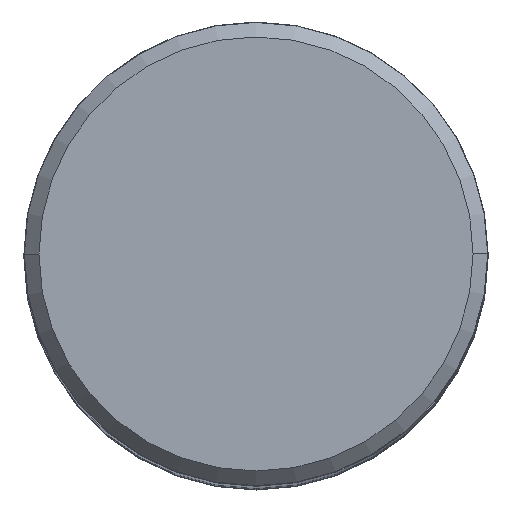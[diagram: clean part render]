
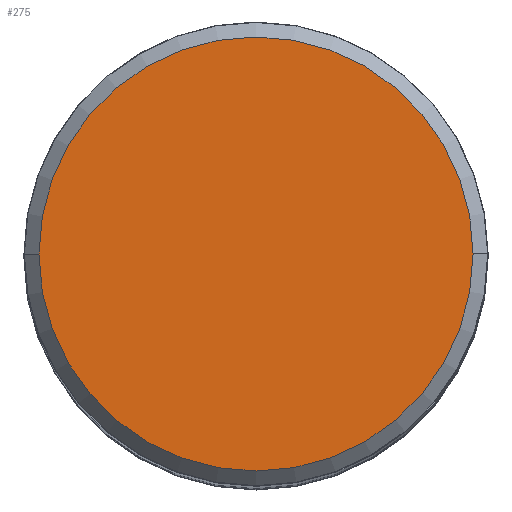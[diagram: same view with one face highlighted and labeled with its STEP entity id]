
A CAD part, top view. The second image highlights one B-rep face of the part: STEP entity #275.
In plain terms, the highlighted planar face has unit normal (0, 0, 1).
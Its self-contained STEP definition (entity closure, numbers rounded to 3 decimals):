
#53=PLANE('',#2429);
#275=ADVANCED_FACE('',(#443),#53,.F.);
#443=FACE_OUTER_BOUND('',#573,.T.);
#573=EDGE_LOOP('',(#1064,#1065,#1066,#1067));
#1064=ORIENTED_EDGE('',*,*,#1523,.F.);
#1065=ORIENTED_EDGE('',*,*,#1522,.T.);
#1066=ORIENTED_EDGE('',*,*,#1520,.T.);
#1067=ORIENTED_EDGE('',*,*,#1519,.F.);
#1264=VERTEX_POINT('',#4740);
#1265=VERTEX_POINT('',#4742);
#1266=VERTEX_POINT('',#4744);
#1267=VERTEX_POINT('',#4748);
#1519=EDGE_CURVE('',#1264,#1265,#1831,.T.);
#1520=EDGE_CURVE('',#1266,#1265,#1832,.T.);
#1522=EDGE_CURVE('',#1267,#1266,#1833,.T.);
#1523=EDGE_CURVE('',#1267,#1264,#1834,.T.);
#1831=CIRCLE('',#2423,14.84);
#1832=CIRCLE('',#2424,14.84);
#1833=CIRCLE('',#2426,14.84);
#1834=CIRCLE('',#2427,14.84);
#2423=AXIS2_PLACEMENT_3D('',#4741,#3061,#3062);
#2424=AXIS2_PLACEMENT_3D('',#4743,#3063,#3064);
#2426=AXIS2_PLACEMENT_3D('',#4747,#3068,#3069);
#2427=AXIS2_PLACEMENT_3D('',#4749,#3070,#3071);
#2429=AXIS2_PLACEMENT_3D('',#4751,#3074,#3075);
#3061=DIRECTION('',(0.,0.,-1.));
#3062=DIRECTION('',(-1.,0.,0.));
#3063=DIRECTION('',(0.,0.,1.));
#3064=DIRECTION('',(-1.,0.,0.));
#3068=DIRECTION('',(0.,0.,1.));
#3069=DIRECTION('',(1.,0.,0.));
#3070=DIRECTION('',(0.,0.,-1.));
#3071=DIRECTION('',(1.,0.,0.));
#3074=DIRECTION('',(0.,0.,-1.));
#3075=DIRECTION('',(1.,0.002,0.));
#4740=CARTESIAN_POINT('',(-14.84,-0.032,0.));
#4741=CARTESIAN_POINT('',(0.,0.,0.));
#4742=CARTESIAN_POINT('',(-14.84,0.,0.));
#4743=CARTESIAN_POINT('',(0.,0.,0.));
#4744=CARTESIAN_POINT('',(14.84,0.032,0.));
#4747=CARTESIAN_POINT('',(0.,0.,0.));
#4748=CARTESIAN_POINT('',(14.84,0.,0.));
#4749=CARTESIAN_POINT('',(0.,0.,0.));
#4751=CARTESIAN_POINT('',(0.,0.,0.));
